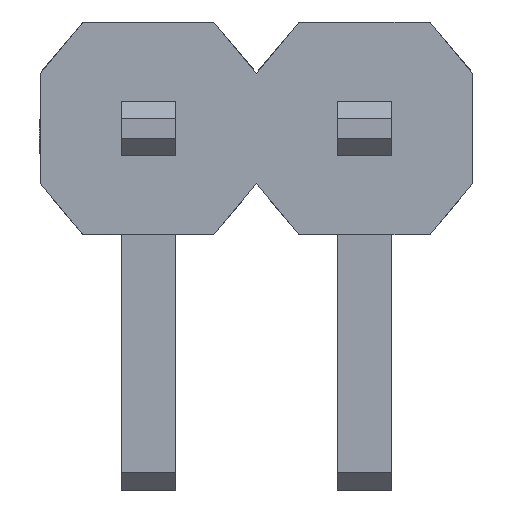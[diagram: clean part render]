
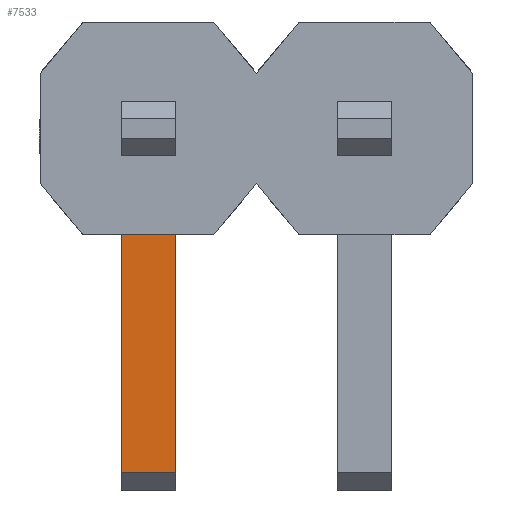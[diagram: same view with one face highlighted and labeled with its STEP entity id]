
A CAD part, front view. The second image highlights one B-rep face of the part: STEP entity #7533.
In plain terms, the highlighted planar face has unit normal (0, -1, 0).
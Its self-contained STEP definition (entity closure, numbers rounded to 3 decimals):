
#1037 = EDGE_CURVE ( 'NONE', #13117, #2377, #1129, .T. ) ;
#1129 = LINE ( 'NONE', #2179, #15503 ) ;
#1773 = VECTOR ( 'NONE', #5347, 1000. ) ;
#1795 = CARTESIAN_POINT ( 'NONE',  ( -1.59, 2.51, -2.8 ) ) ;
#2179 = CARTESIAN_POINT ( 'NONE',  ( -1.59, 2.51, -2.8 ) ) ;
#2223 = VERTEX_POINT ( 'NONE', #3740 ) ;
#2377 = VERTEX_POINT ( 'NONE', #10683 ) ;
#3233 = DIRECTION ( 'NONE',  ( 0., 1., 0. ) ) ;
#3740 = CARTESIAN_POINT ( 'NONE',  ( -0.95, 2.51, 0.73 ) ) ;
#3908 = VERTEX_POINT ( 'NONE', #13163 ) ;
#4024 = ORIENTED_EDGE ( 'NONE', *, *, #11856, .F. ) ;
#4534 = FACE_OUTER_BOUND ( 'NONE', #8268, .T. ) ;
#4787 = EDGE_CURVE ( 'NONE', #13117, #3908, #10749, .T. ) ;
#5347 = DIRECTION ( 'NONE',  ( 0., 0., 1. ) ) ;
#6044 = VECTOR ( 'NONE', #10669, 1000. ) ;
#7135 = EDGE_CURVE ( 'NONE', #2377, #2223, #12763, .T. ) ;
#7449 = AXIS2_PLACEMENT_3D ( 'NONE', #1795, #3233, #9361 ) ;
#7533 = ADVANCED_FACE ( 'NONE', ( #4534 ), #14143, .F. ) ;
#8268 = EDGE_LOOP ( 'NONE', ( #13521, #4024, #8545, #14233 ) ) ;
#8391 = CARTESIAN_POINT ( 'NONE',  ( -1.59, 2.51, -2.8 ) ) ;
#8545 = ORIENTED_EDGE ( 'NONE', *, *, #4787, .F. ) ;
#8599 = DIRECTION ( 'NONE',  ( 1., 0., 0. ) ) ;
#8749 = LINE ( 'NONE', #8833, #8810 ) ;
#8810 = VECTOR ( 'NONE', #8599, 1000. ) ;
#8833 = CARTESIAN_POINT ( 'NONE',  ( -1.59, 2.51, 0.73 ) ) ;
#9361 = DIRECTION ( 'NONE',  ( 0., 0., 1. ) ) ;
#9480 = CARTESIAN_POINT ( 'NONE',  ( -1.59, 2.51, -2.8 ) ) ;
#10669 = DIRECTION ( 'NONE',  ( 0., 0., 1. ) ) ;
#10683 = CARTESIAN_POINT ( 'NONE',  ( -0.95, 2.51, -2.8 ) ) ;
#10749 = LINE ( 'NONE', #8391, #6044 ) ;
#11031 = DIRECTION ( 'NONE',  ( 1., 0., 0. ) ) ;
#11548 = CARTESIAN_POINT ( 'NONE',  ( -0.95, 2.51, -2.8 ) ) ;
#11856 = EDGE_CURVE ( 'NONE', #3908, #2223, #8749, .T. ) ;
#12763 = LINE ( 'NONE', #11548, #1773 ) ;
#13117 = VERTEX_POINT ( 'NONE', #9480 ) ;
#13163 = CARTESIAN_POINT ( 'NONE',  ( -1.59, 2.51, 0.73 ) ) ;
#13521 = ORIENTED_EDGE ( 'NONE', *, *, #7135, .T. ) ;
#14143 = PLANE ( 'NONE',  #7449 ) ;
#14233 = ORIENTED_EDGE ( 'NONE', *, *, #1037, .T. ) ;
#15503 = VECTOR ( 'NONE', #11031, 1000. ) ;
